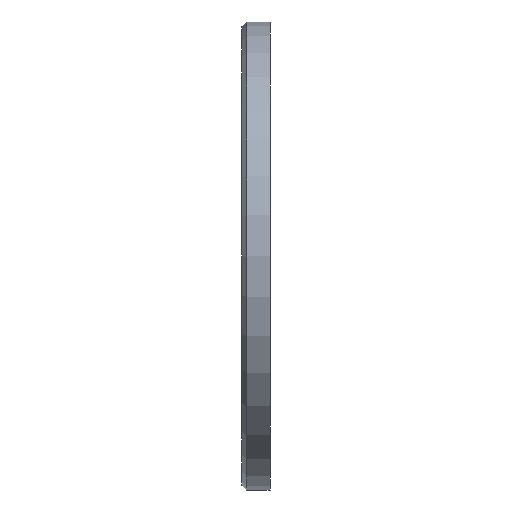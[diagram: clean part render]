
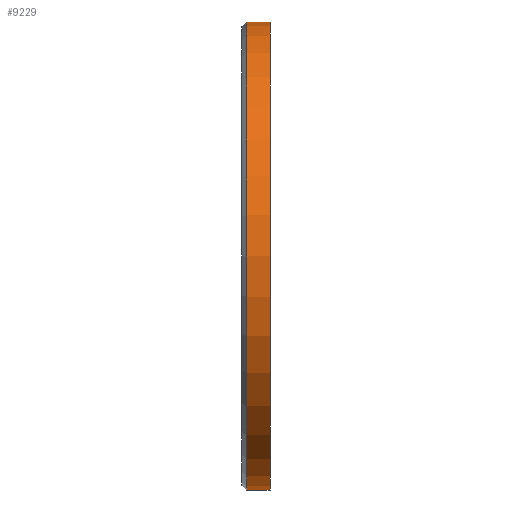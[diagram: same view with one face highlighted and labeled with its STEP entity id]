
A CAD part, left-side view. The second image highlights one B-rep face of the part: STEP entity #9229.
In plain terms, the highlighted cylindrical face has radius 50 mm (diameter 100 mm), a partial arc.
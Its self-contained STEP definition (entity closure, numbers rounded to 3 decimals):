
#38 = AXIS2_PLACEMENT_3D ( 'NONE', #9548, #2947, #10635 ) ;
#839 = AXIS2_PLACEMENT_3D ( 'NONE', #1971, #4172, #11752 ) ;
#963 = ORIENTED_EDGE ( 'NONE', *, *, #2122, .T. ) ;
#1533 = DIRECTION ( 'NONE',  ( 0., -1., 0. ) ) ;
#1971 = CARTESIAN_POINT ( 'NONE',  ( 0., 6., 0. ) ) ;
#2122 = EDGE_CURVE ( 'NONE', #12475, #9828, #11155, .T. ) ;
#2685 = VERTEX_POINT ( 'NONE', #10055 ) ;
#2947 = DIRECTION ( 'NONE',  ( 0., -1., 0. ) ) ;
#3242 = EDGE_CURVE ( 'NONE', #9058, #9828, #3253, .T. ) ;
#3253 = LINE ( 'NONE', #6049, #10810 ) ;
#3426 = ORIENTED_EDGE ( 'NONE', *, *, #13189, .T. ) ;
#3710 = ORIENTED_EDGE ( 'NONE', *, *, #3242, .F. ) ;
#4172 = DIRECTION ( 'NONE',  ( 0., -1., 0. ) ) ;
#4425 = DIRECTION ( 'NONE',  ( 0., 1., 0. ) ) ;
#5056 = DIRECTION ( 'NONE',  ( 0., -1., 0. ) ) ;
#5686 = CARTESIAN_POINT ( 'NONE',  ( 0., 0., 0. ) ) ;
#5875 = CARTESIAN_POINT ( 'NONE',  ( 0., 5., 50. ) ) ;
#6049 = CARTESIAN_POINT ( 'NONE',  ( 0., 6., 50. ) ) ;
#6212 = AXIS2_PLACEMENT_3D ( 'NONE', #5686, #4425, #13324 ) ;
#6891 = CARTESIAN_POINT ( 'NONE',  ( 0., 6., -50. ) ) ;
#7698 = VECTOR ( 'NONE', #1533, 1000. ) ;
#9058 = VERTEX_POINT ( 'NONE', #5875 ) ;
#9229 = ADVANCED_FACE ( 'NONE', ( #11582 ), #10717, .T. ) ;
#9548 = CARTESIAN_POINT ( 'NONE',  ( 0., 5., 0. ) ) ;
#9828 = VERTEX_POINT ( 'NONE', #14043 ) ;
#10055 = CARTESIAN_POINT ( 'NONE',  ( 0., 5., -50. ) ) ;
#10283 = ORIENTED_EDGE ( 'NONE', *, *, #13064, .T. ) ;
#10366 = CARTESIAN_POINT ( 'NONE',  ( 0., 0., -50. ) ) ;
#10635 = DIRECTION ( 'NONE',  ( 0., 0., 1. ) ) ;
#10717 = CYLINDRICAL_SURFACE ( 'NONE', #839, 50. ) ;
#10810 = VECTOR ( 'NONE', #5056, 1000. ) ;
#11155 = CIRCLE ( 'NONE', #6212, 50. ) ;
#11582 = FACE_OUTER_BOUND ( 'NONE', #12298, .T. ) ;
#11752 = DIRECTION ( 'NONE',  ( 0., 0., -1. ) ) ;
#11931 = CIRCLE ( 'NONE', #38, 50. ) ;
#12298 = EDGE_LOOP ( 'NONE', ( #3710, #10283, #3426, #963 ) ) ;
#12475 = VERTEX_POINT ( 'NONE', #10366 ) ;
#13064 = EDGE_CURVE ( 'NONE', #9058, #2685, #11931, .T. ) ;
#13189 = EDGE_CURVE ( 'NONE', #2685, #12475, #13621, .T. ) ;
#13324 = DIRECTION ( 'NONE',  ( 0., 0., 1. ) ) ;
#13621 = LINE ( 'NONE', #6891, #7698 ) ;
#14043 = CARTESIAN_POINT ( 'NONE',  ( 0., 0., 50. ) ) ;
